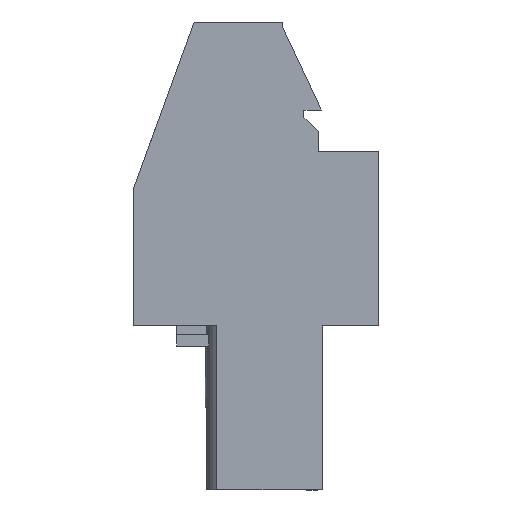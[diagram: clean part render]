
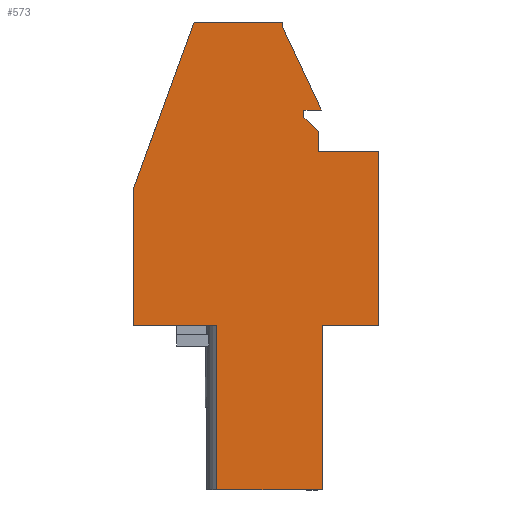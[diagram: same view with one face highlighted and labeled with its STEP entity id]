
A CAD part, left-side view. The second image highlights one B-rep face of the part: STEP entity #573.
In plain terms, the highlighted planar face has unit normal (-1, 0, 0).
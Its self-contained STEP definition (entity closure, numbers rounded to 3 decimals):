
#457=AXIS2_PLACEMENT_3D('Plane Axis2P3D',#454,#455,#456) ;
#49=CARTESIAN_POINT('Vertex',(0.,2.711,7.95)) ;
#52=CARTESIAN_POINT('Line Origine',(0.,2.711,3.975)) ;
#56=CARTESIAN_POINT('Vertex',(0.,2.711,0.)) ;
#107=CARTESIAN_POINT('Line Origine',(0.,1.356,7.95)) ;
#111=CARTESIAN_POINT('Vertex',(0.,0.,7.95)) ;
#454=CARTESIAN_POINT('Axis2P3D Location',(0.,12.132,0.)) ;
#459=CARTESIAN_POINT('Line Origine',(0.,5.261,0.)) ;
#463=CARTESIAN_POINT('Vertex',(0.,7.811,0.)) ;
#466=CARTESIAN_POINT('Line Origine',(0.,0.,12.15)) ;
#470=CARTESIAN_POINT('Vertex',(0.,0.,16.35)) ;
#473=CARTESIAN_POINT('Line Origine',(0.,1.45,16.35)) ;
#477=CARTESIAN_POINT('Vertex',(0.,2.9,16.35)) ;
#480=CARTESIAN_POINT('Line Origine',(0.,2.9,16.825)) ;
#484=CARTESIAN_POINT('Vertex',(0.,2.9,17.3)) ;
#487=CARTESIAN_POINT('Line Origine',(0.,3.25,17.65)) ;
#491=CARTESIAN_POINT('Vertex',(0.,3.6,18.)) ;
#494=CARTESIAN_POINT('Line Origine',(0.,3.6,18.175)) ;
#498=CARTESIAN_POINT('Vertex',(0.,3.6,18.35)) ;
#501=CARTESIAN_POINT('Line Origine',(0.,3.18,18.35)) ;
#505=CARTESIAN_POINT('Vertex',(0.,2.76,18.35)) ;
#508=CARTESIAN_POINT('Line Origine',(0.,3.704,20.375)) ;
#512=CARTESIAN_POINT('Vertex',(0.,4.649,22.4)) ;
#515=CARTESIAN_POINT('Line Origine',(0.,4.649,22.5)) ;
#519=CARTESIAN_POINT('Vertex',(0.,4.649,22.6)) ;
#522=CARTESIAN_POINT('Line Origine',(0.,6.778,22.6)) ;
#526=CARTESIAN_POINT('Vertex',(0.,8.908,22.6)) ;
#529=CARTESIAN_POINT('Line Origine',(0.,10.369,18.586)) ;
#533=CARTESIAN_POINT('Vertex',(0.,11.83,14.572)) ;
#536=CARTESIAN_POINT('Line Origine',(0.,11.83,11.261)) ;
#540=CARTESIAN_POINT('Vertex',(0.,11.83,7.95)) ;
#543=CARTESIAN_POINT('Line Origine',(0.,9.821,7.95)) ;
#547=CARTESIAN_POINT('Vertex',(0.,7.811,7.95)) ;
#550=CARTESIAN_POINT('Line Origine',(0.,7.811,3.975)) ;
#53=DIRECTION('Vector Direction',(0.,0.,1.)) ;
#108=DIRECTION('Vector Direction',(0.,1.,0.)) ;
#455=DIRECTION('Axis2P3D Direction',(-1.,0.,0.)) ;
#456=DIRECTION('Axis2P3D XDirection',(0.,-1.,0.)) ;
#460=DIRECTION('Vector Direction',(0.,1.,0.)) ;
#467=DIRECTION('Vector Direction',(0.,0.,1.)) ;
#474=DIRECTION('Vector Direction',(0.,1.,0.)) ;
#481=DIRECTION('Vector Direction',(0.,0.,1.)) ;
#488=DIRECTION('Vector Direction',(0.,0.707,0.707)) ;
#495=DIRECTION('Vector Direction',(0.,0.,1.)) ;
#502=DIRECTION('Vector Direction',(0.,-1.,0.)) ;
#509=DIRECTION('Vector Direction',(0.,0.423,0.906)) ;
#516=DIRECTION('Vector Direction',(0.,0.,1.)) ;
#523=DIRECTION('Vector Direction',(0.,1.,0.)) ;
#530=DIRECTION('Vector Direction',(0.,0.342,-0.94)) ;
#537=DIRECTION('Vector Direction',(0.,0.,1.)) ;
#544=DIRECTION('Vector Direction',(0.,-1.,0.)) ;
#551=DIRECTION('Vector Direction',(0.,0.,-1.)) ;
#54=VECTOR('Line Direction',#53,1.) ;
#109=VECTOR('Line Direction',#108,1.) ;
#461=VECTOR('Line Direction',#460,1.) ;
#468=VECTOR('Line Direction',#467,1.) ;
#475=VECTOR('Line Direction',#474,1.) ;
#482=VECTOR('Line Direction',#481,1.) ;
#489=VECTOR('Line Direction',#488,1.) ;
#496=VECTOR('Line Direction',#495,1.) ;
#503=VECTOR('Line Direction',#502,1.) ;
#510=VECTOR('Line Direction',#509,1.) ;
#517=VECTOR('Line Direction',#516,1.) ;
#524=VECTOR('Line Direction',#523,1.) ;
#531=VECTOR('Line Direction',#530,1.) ;
#538=VECTOR('Line Direction',#537,1.) ;
#545=VECTOR('Line Direction',#544,1.) ;
#552=VECTOR('Line Direction',#551,1.) ;
#556=ORIENTED_EDGE('',*,*,#465,.T.) ;
#557=ORIENTED_EDGE('',*,*,#58,.T.) ;
#558=ORIENTED_EDGE('',*,*,#113,.T.) ;
#559=ORIENTED_EDGE('',*,*,#472,.T.) ;
#560=ORIENTED_EDGE('',*,*,#479,.T.) ;
#561=ORIENTED_EDGE('',*,*,#486,.T.) ;
#562=ORIENTED_EDGE('',*,*,#493,.T.) ;
#563=ORIENTED_EDGE('',*,*,#500,.T.) ;
#564=ORIENTED_EDGE('',*,*,#507,.T.) ;
#565=ORIENTED_EDGE('',*,*,#514,.T.) ;
#566=ORIENTED_EDGE('',*,*,#521,.T.) ;
#567=ORIENTED_EDGE('',*,*,#528,.T.) ;
#568=ORIENTED_EDGE('',*,*,#535,.T.) ;
#569=ORIENTED_EDGE('',*,*,#542,.T.) ;
#570=ORIENTED_EDGE('',*,*,#549,.F.) ;
#571=ORIENTED_EDGE('',*,*,#554,.T.) ;
#573=ADVANCED_FACE('HOUSING',(#572),#458,.T.) ;
#58=EDGE_CURVE('',#57,#50,#55,.T.) ;
#113=EDGE_CURVE('',#50,#112,#110,.F.) ;
#465=EDGE_CURVE('',#464,#57,#462,.F.) ;
#472=EDGE_CURVE('',#112,#471,#469,.T.) ;
#479=EDGE_CURVE('',#471,#478,#476,.T.) ;
#486=EDGE_CURVE('',#478,#485,#483,.T.) ;
#493=EDGE_CURVE('',#485,#492,#490,.T.) ;
#500=EDGE_CURVE('',#492,#499,#497,.T.) ;
#507=EDGE_CURVE('',#499,#506,#504,.T.) ;
#514=EDGE_CURVE('',#506,#513,#511,.T.) ;
#521=EDGE_CURVE('',#513,#520,#518,.T.) ;
#528=EDGE_CURVE('',#520,#527,#525,.T.) ;
#535=EDGE_CURVE('',#527,#534,#532,.T.) ;
#542=EDGE_CURVE('',#534,#541,#539,.F.) ;
#549=EDGE_CURVE('',#548,#541,#546,.F.) ;
#554=EDGE_CURVE('',#548,#464,#553,.T.) ;
#555=EDGE_LOOP('',(#556,#557,#558,#559,#560,#561,#562,#563,#564,#565,#566,#567,#568,#569,#570,#571)) ;
#572=FACE_OUTER_BOUND('',#555,.T.) ;
#55=LINE('Line',#52,#54) ;
#110=LINE('Line',#107,#109) ;
#462=LINE('Line',#459,#461) ;
#469=LINE('Line',#466,#468) ;
#476=LINE('Line',#473,#475) ;
#483=LINE('Line',#480,#482) ;
#490=LINE('Line',#487,#489) ;
#497=LINE('Line',#494,#496) ;
#504=LINE('Line',#501,#503) ;
#511=LINE('Line',#508,#510) ;
#518=LINE('Line',#515,#517) ;
#525=LINE('Line',#522,#524) ;
#532=LINE('Line',#529,#531) ;
#539=LINE('Line',#536,#538) ;
#546=LINE('Line',#543,#545) ;
#553=LINE('Line',#550,#552) ;
#458=PLANE('',#457) ;
#50=VERTEX_POINT('',#49) ;
#57=VERTEX_POINT('',#56) ;
#112=VERTEX_POINT('',#111) ;
#464=VERTEX_POINT('',#463) ;
#471=VERTEX_POINT('',#470) ;
#478=VERTEX_POINT('',#477) ;
#485=VERTEX_POINT('',#484) ;
#492=VERTEX_POINT('',#491) ;
#499=VERTEX_POINT('',#498) ;
#506=VERTEX_POINT('',#505) ;
#513=VERTEX_POINT('',#512) ;
#520=VERTEX_POINT('',#519) ;
#527=VERTEX_POINT('',#526) ;
#534=VERTEX_POINT('',#533) ;
#541=VERTEX_POINT('',#540) ;
#548=VERTEX_POINT('',#547) ;
